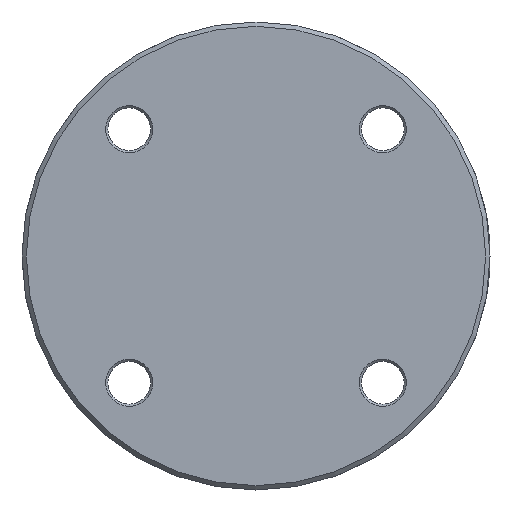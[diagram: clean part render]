
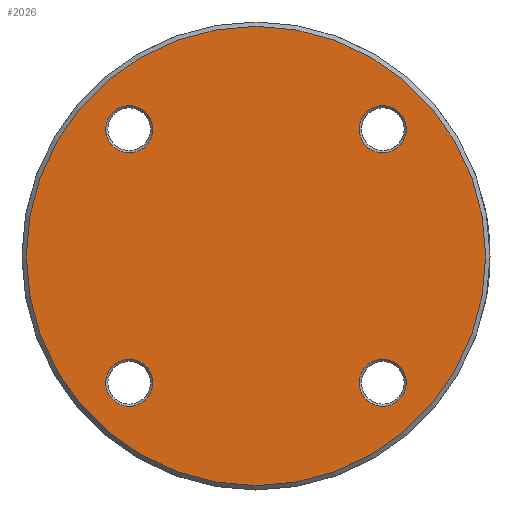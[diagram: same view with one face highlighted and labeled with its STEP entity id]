
A CAD part, front view. The second image highlights one B-rep face of the part: STEP entity #2026.
In plain terms, the highlighted planar face has unit normal (0, -1, 0).
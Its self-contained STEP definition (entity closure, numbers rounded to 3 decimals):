
#191=FACE_BOUND('',#372,.T.);
#192=FACE_BOUND('',#373,.T.);
#193=FACE_BOUND('',#374,.T.);
#194=FACE_BOUND('',#375,.T.);
#206=PLANE('',#2170);
#253=FACE_OUTER_BOUND('',#371,.T.);
#371=EDGE_LOOP('',(#1375));
#372=EDGE_LOOP('',(#1376));
#373=EDGE_LOOP('',(#1377));
#374=EDGE_LOOP('',(#1378));
#375=EDGE_LOOP('',(#1379));
#765=CIRCLE('',#2169,26.45);
#766=CIRCLE('',#2171,2.709);
#767=CIRCLE('',#2172,2.709);
#768=CIRCLE('',#2173,2.709);
#769=CIRCLE('',#2174,2.709);
#839=VERTEX_POINT('',#2832);
#840=VERTEX_POINT('',#2836);
#841=VERTEX_POINT('',#2838);
#842=VERTEX_POINT('',#2840);
#843=VERTEX_POINT('',#2842);
#1052=EDGE_CURVE('',#839,#839,#765,.T.);
#1053=EDGE_CURVE('',#840,#840,#766,.T.);
#1054=EDGE_CURVE('',#841,#841,#767,.T.);
#1055=EDGE_CURVE('',#842,#842,#768,.T.);
#1056=EDGE_CURVE('',#843,#843,#769,.T.);
#1375=ORIENTED_EDGE('',*,*,#1052,.F.);
#1376=ORIENTED_EDGE('',*,*,#1053,.F.);
#1377=ORIENTED_EDGE('',*,*,#1054,.F.);
#1378=ORIENTED_EDGE('',*,*,#1055,.F.);
#1379=ORIENTED_EDGE('',*,*,#1056,.F.);
#2026=ADVANCED_FACE('',(#253,#191,#192,#193,#194),#206,.T.);
#2169=AXIS2_PLACEMENT_3D('',#2834,#2351,#2352);
#2170=AXIS2_PLACEMENT_3D('',#2835,#2353,#2354);
#2171=AXIS2_PLACEMENT_3D('',#2837,#2355,#2356);
#2172=AXIS2_PLACEMENT_3D('',#2839,#2357,#2358);
#2173=AXIS2_PLACEMENT_3D('',#2841,#2359,#2360);
#2174=AXIS2_PLACEMENT_3D('',#2843,#2361,#2362);
#2351=DIRECTION('center_axis',(0.,1.,0.));
#2352=DIRECTION('ref_axis',(1.,0.,0.));
#2353=DIRECTION('center_axis',(0.,-1.,0.));
#2354=DIRECTION('ref_axis',(0.,0.,-1.));
#2355=DIRECTION('center_axis',(0.,-1.,0.));
#2356=DIRECTION('ref_axis',(0.,0.,1.));
#2357=DIRECTION('center_axis',(0.,-1.,0.));
#2358=DIRECTION('ref_axis',(0.,0.,-1.));
#2359=DIRECTION('center_axis',(0.,-1.,0.));
#2360=DIRECTION('ref_axis',(1.,0.,0.));
#2361=DIRECTION('center_axis',(0.,-1.,0.));
#2362=DIRECTION('ref_axis',(-1.,0.,0.));
#2832=CARTESIAN_POINT('',(-26.45,0.,0.));
#2834=CARTESIAN_POINT('Origin',(0.,0.,0.));
#2835=CARTESIAN_POINT('Origin',(-26.95,0.,0.));
#2836=CARTESIAN_POINT('',(14.602,0.,11.893));
#2837=CARTESIAN_POINT('Origin',(14.602,0.,14.602));
#2838=CARTESIAN_POINT('',(-14.602,0.,-11.893));
#2839=CARTESIAN_POINT('Origin',(-14.602,0.,-14.602));
#2840=CARTESIAN_POINT('',(11.893,0.,-14.602));
#2841=CARTESIAN_POINT('Origin',(14.602,0.,-14.602));
#2842=CARTESIAN_POINT('',(-11.893,0.,14.602));
#2843=CARTESIAN_POINT('Origin',(-14.602,0.,14.602));
